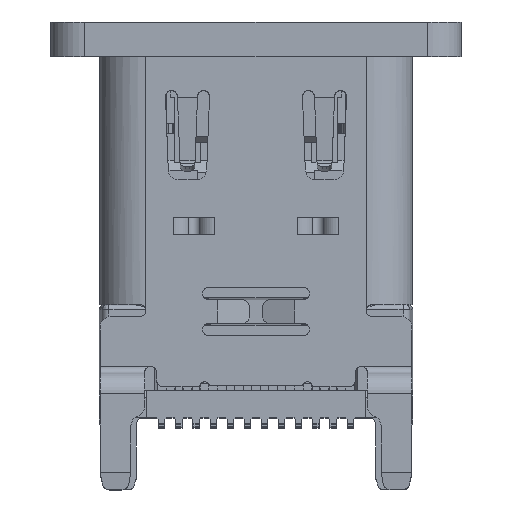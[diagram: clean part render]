
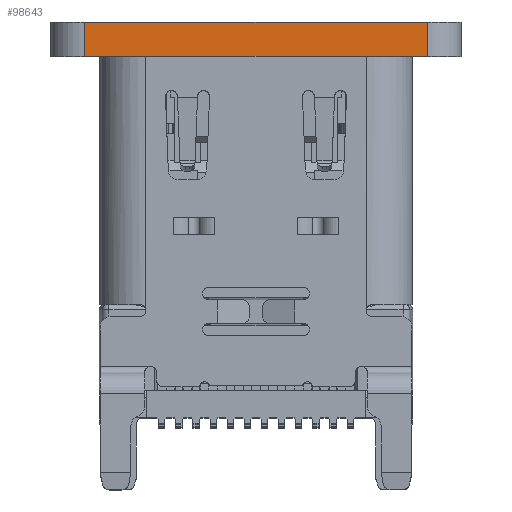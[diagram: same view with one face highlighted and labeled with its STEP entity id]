
A CAD part, top view. The second image highlights one B-rep face of the part: STEP entity #98643.
In plain terms, the highlighted planar face has unit normal (0, 0, 1).
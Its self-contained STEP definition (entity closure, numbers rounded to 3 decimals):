
#96895=DIRECTION('',(1.,0.,0.));
#96896=VECTOR('',#96895,10.);
#96897=CARTESIAN_POINT('',(-5.,14.3,3.));
#96898=LINE('',#96897,#96896);
#97106=DIRECTION('',(0.,1.,0.));
#97107=VECTOR('',#97106,1.);
#97108=CARTESIAN_POINT('',(5.,14.3,3.));
#97109=LINE('',#97108,#97107);
#97114=DIRECTION('',(1.,0.,0.));
#97115=VECTOR('',#97114,10.);
#97116=CARTESIAN_POINT('',(-5.,15.3,3.));
#97117=LINE('',#97116,#97115);
#97122=DIRECTION('',(0.,-1.,0.));
#97123=VECTOR('',#97122,1.);
#97124=CARTESIAN_POINT('',(-5.,15.3,3.));
#97125=LINE('',#97124,#97123);
#98036=CARTESIAN_POINT('',(-5.,14.3,3.));
#98037=VERTEX_POINT('',#98036);
#98038=CARTESIAN_POINT('',(5.,14.3,3.));
#98039=VERTEX_POINT('',#98038);
#98176=CARTESIAN_POINT('',(5.,15.3,3.));
#98177=VERTEX_POINT('',#98176);
#98178=CARTESIAN_POINT('',(-5.,15.3,3.));
#98179=VERTEX_POINT('',#98178);
#98630=CARTESIAN_POINT('',(-6.,14.3,3.));
#98631=DIRECTION('',(0.,0.,1.));
#98632=DIRECTION('',(1.,0.,0.));
#98633=AXIS2_PLACEMENT_3D('',#98630,#98631,#98632);
#98634=PLANE('',#98633);
#98636=ORIENTED_EDGE('',*,*,#98635,.F.);
#98638=ORIENTED_EDGE('',*,*,#98637,.T.);
#98639=ORIENTED_EDGE('',*,*,#98622,.F.);
#98640=ORIENTED_EDGE('',*,*,#98370,.F.);
#98641=EDGE_LOOP('',(#98636,#98638,#98639,#98640));
#98642=FACE_OUTER_BOUND('',#98641,.F.);
#98643=ADVANCED_FACE('',(#98642),#98634,.T.);
#98370=EDGE_CURVE('',#98037,#98039,#96898,.T.);
#98622=EDGE_CURVE('',#98039,#98177,#97109,.T.);
#98635=EDGE_CURVE('',#98179,#98037,#97125,.T.);
#98637=EDGE_CURVE('',#98179,#98177,#97117,.T.);
